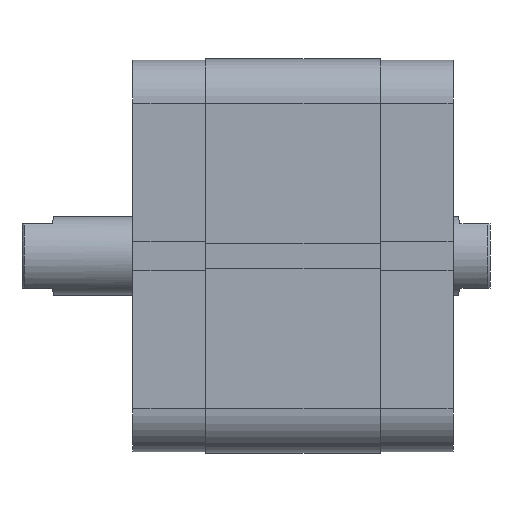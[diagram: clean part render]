
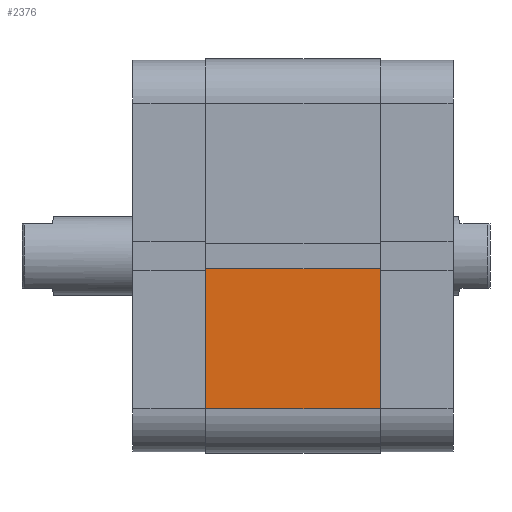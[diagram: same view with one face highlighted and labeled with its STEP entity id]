
A CAD part, front view. The second image highlights one B-rep face of the part: STEP entity #2376.
In plain terms, the highlighted planar face has unit normal (0, -1, 0).
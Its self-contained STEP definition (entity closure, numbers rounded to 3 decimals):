
#371 = EDGE_LOOP ( 'NONE', ( #1000, #999, #998, #997 ) ) ;
#997 = ORIENTED_EDGE ( 'NONE', *, *, #6377, .T. ) ;
#998 = ORIENTED_EDGE ( 'NONE', *, *, #6376, .F. ) ;
#999 = ORIENTED_EDGE ( 'NONE', *, *, #6380, .F. ) ;
#1000 = ORIENTED_EDGE ( 'NONE', *, *, #6381, .T. ) ;
#1244 = FACE_OUTER_BOUND ( 'NONE', #371, .T. ) ;
#1676 = VERTEX_POINT ( 'NONE', #2060 ) ;
#1682 = VERTEX_POINT ( 'NONE', #2063 ) ;
#1693 = VERTEX_POINT ( 'NONE', #2072 ) ;
#1706 = VERTEX_POINT ( 'NONE', #2086 ) ;
#2060 = CARTESIAN_POINT ( 'NONE',  ( -31., -40., 0. ) ) ;
#2063 = CARTESIAN_POINT ( 'NONE',  ( -31., -40., 35.5 ) ) ;
#2072 = CARTESIAN_POINT ( 'NONE',  ( -2.6, -40., 0. ) ) ;
#2086 = CARTESIAN_POINT ( 'NONE',  ( -2.6, -40., 35.5 ) ) ;
#2376 = ADVANCED_FACE ( 'NONE', ( #1244 ), #2808, .F. ) ;
#2808 = PLANE ( 'NONE',  #6678 ) ;
#2811 = CARTESIAN_POINT ( 'NONE',  ( 0., -40., 35.5 ) ) ;
#2817 = DIRECTION ( 'NONE',  ( 0., 1., 0. ) ) ;
#2818 = DIRECTION ( 'NONE',  ( 0., 0., 1. ) ) ;
#4173 = LINE ( 'NONE', #5044, #4174 ) ;
#4174 = VECTOR ( 'NONE', #5045, 1000. ) ;
#4175 = LINE ( 'NONE', #5047, #4176 ) ;
#4176 = VECTOR ( 'NONE', #5048, 1000. ) ;
#4179 = LINE ( 'NONE', #5046, #4183 ) ;
#4181 = LINE ( 'NONE', #5054, #4182 ) ;
#4182 = VECTOR ( 'NONE', #5055, 1000. ) ;
#4183 = VECTOR ( 'NONE', #5057, 1000. ) ;
#5044 = CARTESIAN_POINT ( 'NONE',  ( 0., -40., 35.5 ) ) ;
#5045 = DIRECTION ( 'NONE',  ( 1., 0., 0. ) ) ;
#5046 = CARTESIAN_POINT ( 'NONE',  ( 0., -40., 0. ) ) ;
#5047 = CARTESIAN_POINT ( 'NONE',  ( -31., -40., 35.5 ) ) ;
#5048 = DIRECTION ( 'NONE',  ( 0., 0., -1. ) ) ;
#5054 = CARTESIAN_POINT ( 'NONE',  ( -2.6, -40., 35.5 ) ) ;
#5055 = DIRECTION ( 'NONE',  ( 0., 0., -1. ) ) ;
#5057 = DIRECTION ( 'NONE',  ( 1., 0., 0. ) ) ;
#6376 = EDGE_CURVE ( 'NONE', #1682, #1706, #4173, .T. ) ;
#6377 = EDGE_CURVE ( 'NONE', #1682, #1676, #4175, .T. ) ;
#6380 = EDGE_CURVE ( 'NONE', #1706, #1693, #4181, .T. ) ;
#6381 = EDGE_CURVE ( 'NONE', #1676, #1693, #4179, .T. ) ;
#6678 = AXIS2_PLACEMENT_3D ( 'NONE', #2811, #2817, #2818 ) ;
